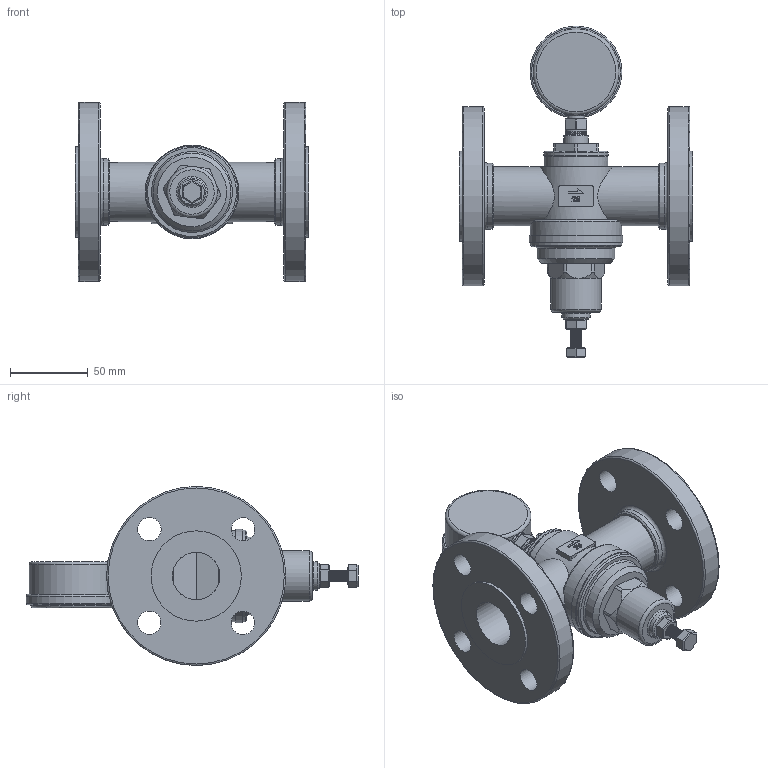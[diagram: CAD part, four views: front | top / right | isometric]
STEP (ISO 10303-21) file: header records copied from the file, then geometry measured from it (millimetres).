
FILE_DESCRIPTION(/* description */ (''),/* implementation_level */ '2;1');
FILE_NAME(/* name */ 'REF25-S.stp',/* time_stamp */ '2014-07-16T14:11:02+02:00',/* author */ ('fballet'),/* organization */ (''),/* preprocessor_version */ 'ST-DEVELOPER v15.2',/* originating_system */ 'Autodesk Inventor 2014',/* authorisation */ '');
FILE_SCHEMA (('AUTOMOTIVE_DESIGN { 1 0 10303 214 3 1 1 }'));
Length unit declared in the file: centimetre
Products named in the file (1): REF25-S
Bounding box: 150 x 213.1 x 115 mm (x, y, z)
Volume: 434589.1 mm3; surface area: 133550.6 mm2
Topology: 6 solids, 8 shells, 611 faces, 1727 edges, 1183 vertices
Faces by surface type: plane 324, cylinder 138, bspline 97, cone 24, torus 16, sphere 12
Full cylindrical faces by diameter (mm): 2.7 x3, 8 x2, 11.048 x1, 11.378 x1, 13.952 x9, 15 x8, 16 x1, 18 x1, 23 x1, 25 x1, 26.5 x1, 27 x2, 30 x1, 30.5 x2, 32.5 x1, 33.5 x1, 37 x1, 38 x2, 38.5 x1, 39.181 x1, 41 x1, 41.27 x1, 42.5 x2, 43 x1, 45 x2, 48.5 x1, 50 x2, 53 x1, 55 x1, 55.031 x1
Entity records: 28317 total; most frequent: CARTESIAN_POINT 13516, ORIENTED_EDGE 3200, DIRECTION 2437, EDGE_CURVE 1600, VERTEX_POINT 1166, AXIS2_PLACEMENT_3D 839, EDGE_LOOP 778, LINE 759
